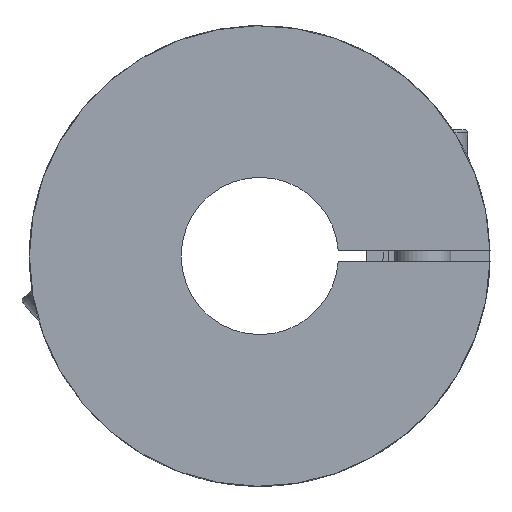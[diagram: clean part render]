
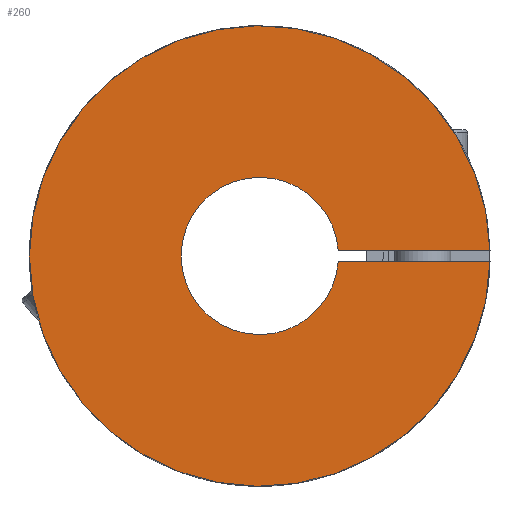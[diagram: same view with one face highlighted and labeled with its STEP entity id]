
A CAD part, left-side view. The second image highlights one B-rep face of the part: STEP entity #260.
In plain terms, the highlighted planar face has unit normal (-1, 0, 0).
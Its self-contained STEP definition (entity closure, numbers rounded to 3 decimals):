
#260=ADVANCED_FACE('NONE',(#614),#615,.F.);
#614=FACE_OUTER_BOUND('',#1097,.T.);
#615=PLANE('',#1098);
#1097=EDGE_LOOP('',(#1603,#1604,#1605,#1606,#1607,#1608,#1609));
#1098=AXIS2_PLACEMENT_3D('',#1610,#1611,#1612);
#1603=ORIENTED_EDGE('',*,*,#2975,.T.);
#1604=ORIENTED_EDGE('',*,*,#2973,.T.);
#1605=ORIENTED_EDGE('',*,*,#2969,.T.);
#1606=ORIENTED_EDGE('',*,*,#2985,.F.);
#1607=ORIENTED_EDGE('',*,*,#2954,.T.);
#1608=ORIENTED_EDGE('',*,*,#2986,.T.);
#1609=ORIENTED_EDGE('',*,*,#2981,.F.);
#1610=CARTESIAN_POINT('',(0.,0.0,41.0));
#1611=DIRECTION('',(1.0,0.0,0.0));
#1612=DIRECTION('',(0.0,-0.0,-1.0));
#2954=EDGE_CURVE('NONE',#3509,#3506,#3510,.T.);
#2969=EDGE_CURVE('',#3531,#3536,#3538,.T.);
#2973=EDGE_CURVE('',#3541,#3531,#3544,.T.);
#2975=EDGE_CURVE('',#3546,#3541,#3547,.T.);
#2981=EDGE_CURVE('NONE',#3546,#3556,#3557,.T.);
#2985=EDGE_CURVE('NONE',#3509,#3536,#3562,.T.);
#2986=EDGE_CURVE('NONE',#3506,#3556,#3563,.T.);
#3506=VERTEX_POINT('',#4421);
#3509=VERTEX_POINT('NONE',#4425);
#3510=CIRCLE('',#4426,41.0);
#3531=VERTEX_POINT('',#4452);
#3536=VERTEX_POINT('',#4458);
#3538=CIRCLE('',#4461,14.0);
#3541=VERTEX_POINT('',#4464);
#3544=CIRCLE('',#4468,14.0);
#3546=VERTEX_POINT('',#4470);
#3547=CIRCLE('',#4471,14.0);
#3556=VERTEX_POINT('NONE',#4481);
#3557=LINE('',#4482,#4483);
#3562=LINE('',#4490,#4491);
#3563=CIRCLE('',#4492,41.0);
#4421=CARTESIAN_POINT('',(0.,41.0,0.));
#4425=CARTESIAN_POINT('',(0.0,-40.988,1.0));
#4426=AXIS2_PLACEMENT_3D('',#5730,#5731,#5732);
#4452=CARTESIAN_POINT('',(0.,0.,14.0));
#4458=CARTESIAN_POINT('',(0.0,-13.964,1.0));
#4461=AXIS2_PLACEMENT_3D('',#5758,#5759,#5760);
#4464=CARTESIAN_POINT('',(0.,0.,-14.0));
#4468=AXIS2_PLACEMENT_3D('',#5765,#5766,#5767);
#4470=CARTESIAN_POINT('',(0.0,-13.964,-1.0));
#4471=AXIS2_PLACEMENT_3D('',#5768,#5769,#5770);
#4481=CARTESIAN_POINT('',(0.,-40.988,-1.0));
#4482=CARTESIAN_POINT('',(0.0,-3.582,-1.0));
#4483=VECTOR('',#5781,1000.0);
#4490=CARTESIAN_POINT('',(0.0,-3.582,1.0));
#4491=VECTOR('',#5784,1000.0);
#4492=AXIS2_PLACEMENT_3D('',#5785,#5786,#5787);
#5730=CARTESIAN_POINT('',(0.,0.0,0.0));
#5731=DIRECTION('',(-1.0,0.0,0.0));
#5732=DIRECTION('',(0.0,-1.0,0.0));
#5758=CARTESIAN_POINT('',(0.,0.0,0.0));
#5759=DIRECTION('',(1.0,0.0,0.0));
#5760=DIRECTION('',(0.0,0.0,-1.0));
#5765=CARTESIAN_POINT('',(0.,0.0,0.0));
#5766=DIRECTION('',(1.0,0.0,0.0));
#5767=DIRECTION('',(0.0,0.0,-1.0));
#5768=CARTESIAN_POINT('',(0.,0.0,0.0));
#5769=DIRECTION('',(1.0,0.0,0.0));
#5770=DIRECTION('',(0.0,0.0,-1.0));
#5781=DIRECTION('',(0.0,-1.0,0.0));
#5784=DIRECTION('',(0.0,1.0,-0.0));
#5785=CARTESIAN_POINT('',(0.,0.0,0.0));
#5786=DIRECTION('',(-1.0,0.0,0.0));
#5787=DIRECTION('',(0.0,-1.0,0.0));
